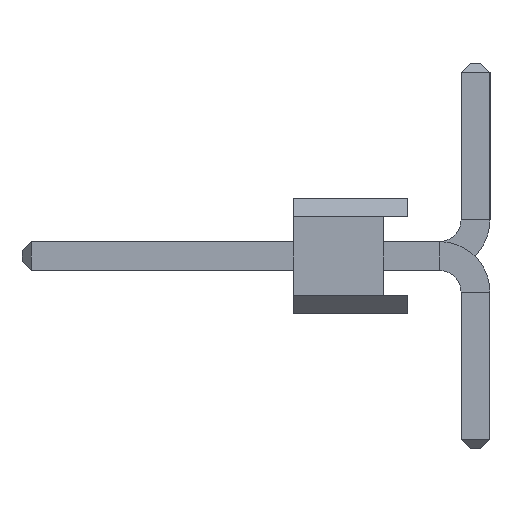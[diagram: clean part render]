
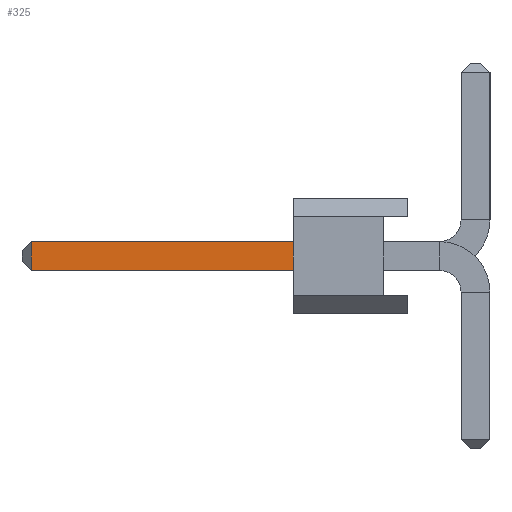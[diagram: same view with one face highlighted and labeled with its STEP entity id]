
A CAD part, left-side view. The second image highlights one B-rep face of the part: STEP entity #325.
In plain terms, the highlighted planar face has unit normal (-1, 0, 0).
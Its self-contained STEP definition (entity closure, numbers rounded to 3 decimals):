
#103 = DIRECTION ( 'NONE',  ( 0., 1., 0. ) ) ;
#149 = VECTOR ( 'NONE', #103, 1000. ) ;
#161 = VERTEX_POINT ( 'NONE', #1527 ) ;
#168 = LINE ( 'NONE', #208, #1803 ) ;
#169 = ORIENTED_EDGE ( 'NONE', *, *, #1448, .F. ) ;
#208 = CARTESIAN_POINT ( 'NONE',  ( -0.32, 8.34, -0.32 ) ) ;
#219 = VERTEX_POINT ( 'NONE', #1065 ) ;
#288 = CARTESIAN_POINT ( 'NONE',  ( -0.32, 2.54, 0. ) ) ;
#325 = ADVANCED_FACE ( 'NONE', ( #1180 ), #1227, .T. ) ;
#430 = EDGE_LOOP ( 'NONE', ( #1519, #1725, #1507, #169 ) ) ;
#476 = EDGE_CURVE ( 'NONE', #219, #161, #1430, .T. ) ;
#487 = DIRECTION ( 'NONE',  ( 0., 1., 0. ) ) ;
#532 = VECTOR ( 'NONE', #487, 1000. ) ;
#763 = DIRECTION ( 'NONE',  ( -1., 0., 0. ) ) ;
#914 = CARTESIAN_POINT ( 'NONE',  ( -0.32, -0.7, 0.32 ) ) ;
#928 = DIRECTION ( 'NONE',  ( 0., 0., 1. ) ) ;
#958 = CARTESIAN_POINT ( 'NONE',  ( -0.32, -0.7, -0.32 ) ) ;
#982 = EDGE_CURVE ( 'NONE', #1329, #1508, #1177, .T. ) ;
#1005 = DIRECTION ( 'NONE',  ( 0., 0., -1. ) ) ;
#1065 = CARTESIAN_POINT ( 'NONE',  ( -0.32, 2.54, -0.32 ) ) ;
#1177 = LINE ( 'NONE', #914, #149 ) ;
#1180 = FACE_OUTER_BOUND ( 'NONE', #430, .T. ) ;
#1227 = PLANE ( 'NONE',  #1836 ) ;
#1329 = VERTEX_POINT ( 'NONE', #1340 ) ;
#1340 = CARTESIAN_POINT ( 'NONE',  ( -0.32, 2.54, 0.32 ) ) ;
#1423 = CARTESIAN_POINT ( 'NONE',  ( -0.32, 8.34, 0.32 ) ) ;
#1430 = LINE ( 'NONE', #958, #532 ) ;
#1448 = EDGE_CURVE ( 'NONE', #1329, #219, #1935, .T. ) ;
#1507 = ORIENTED_EDGE ( 'NONE', *, *, #476, .F. ) ;
#1508 = VERTEX_POINT ( 'NONE', #1423 ) ;
#1519 = ORIENTED_EDGE ( 'NONE', *, *, #982, .T. ) ;
#1527 = CARTESIAN_POINT ( 'NONE',  ( -0.32, 8.34, -0.32 ) ) ;
#1569 = CARTESIAN_POINT ( 'NONE',  ( -0.32, -0.7, -0.32 ) ) ;
#1645 = VECTOR ( 'NONE', #1005, 1000. ) ;
#1725 = ORIENTED_EDGE ( 'NONE', *, *, #1943, .T. ) ;
#1792 = DIRECTION ( 'NONE',  ( 0., 0., -1. ) ) ;
#1803 = VECTOR ( 'NONE', #1792, 1000. ) ;
#1836 = AXIS2_PLACEMENT_3D ( 'NONE', #1569, #763, #928 ) ;
#1935 = LINE ( 'NONE', #288, #1645 ) ;
#1943 = EDGE_CURVE ( 'NONE', #1508, #161, #168, .T. ) ;
